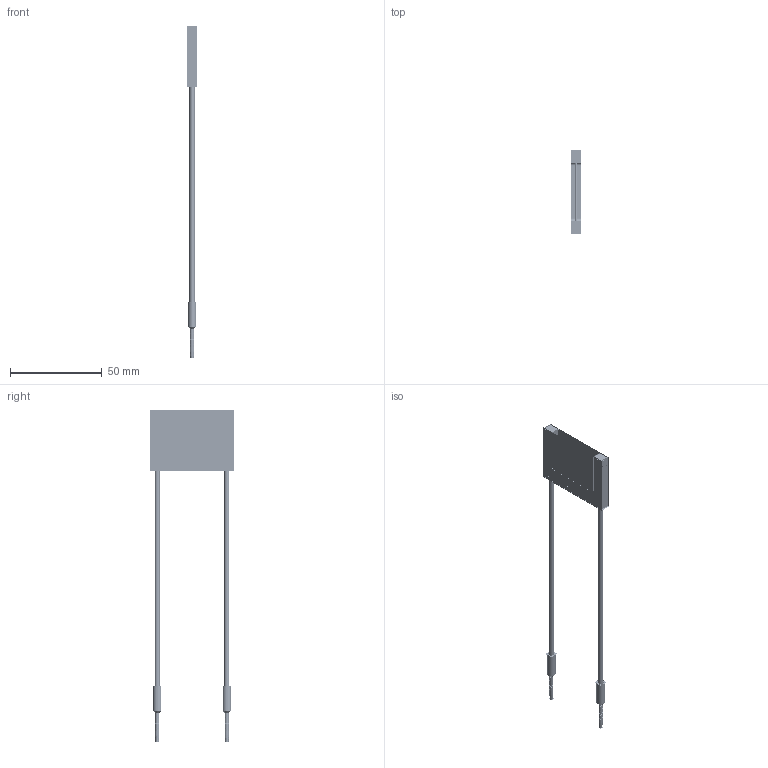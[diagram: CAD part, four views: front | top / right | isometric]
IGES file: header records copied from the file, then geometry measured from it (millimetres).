
Start section:  PTC IGES file: 191545.igs
Global section: file name: 191545.igs; native system: Creo Parametric by Parametric Technology Corporation; preprocessor: 2013230; author: pdmadmin; organization: Unknown; date: 20160216.144150; units: millimetre
Bounding box: 5.18 x 45.7 x 180.87 mm (x, y, z)
Volume: 4151.5 mm3; surface area: 68255.1 mm2
Topology: 9 solids, 11 shells, 2040 faces, 9992 edges, 12816 vertices
Faces by surface type: revolution 1708, bspline 332
